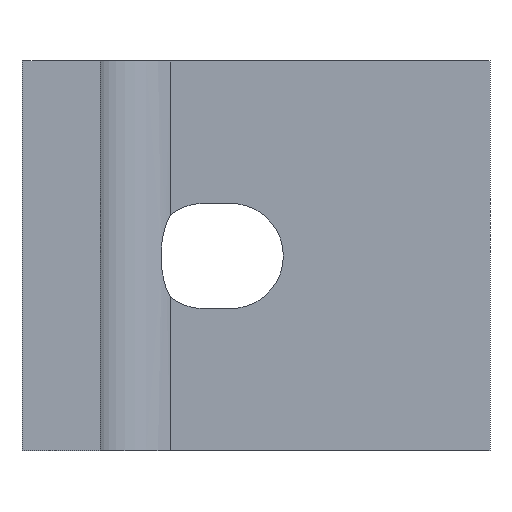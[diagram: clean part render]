
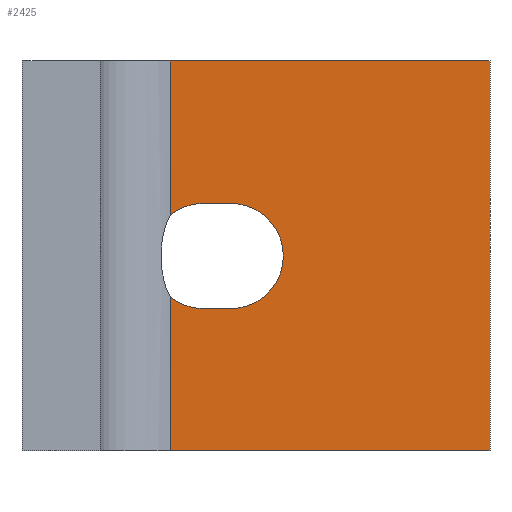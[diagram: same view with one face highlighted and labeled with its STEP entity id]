
A CAD part, front view. The second image highlights one B-rep face of the part: STEP entity #2425.
In plain terms, the highlighted planar face has unit normal (0, -1, 0).
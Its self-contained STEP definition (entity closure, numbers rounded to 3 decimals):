
#518=DIRECTION('',(1.,0.,0.));
#519=VECTOR('',#518,3.5);
#520=CARTESIAN_POINT('',(-6.75,-10.,18.25));
#521=LINE('',#520,#519);
#530=DIRECTION('',(-1.,0.,0.));
#531=VECTOR('',#530,3.5);
#532=CARTESIAN_POINT('',(-3.25,-10.,31.75));
#533=LINE('',#532,#531);
#546=DIRECTION('',(0.,0.,1.));
#547=VECTOR('',#546,19.756);
#548=CARTESIAN_POINT('',(-11.,-10.,0.));
#549=LINE('',#548,#547);
#554=DIRECTION('',(0.,0.,1.));
#555=VECTOR('',#554,19.756);
#556=CARTESIAN_POINT('',(-11.,-10.,30.244));
#557=LINE('',#556,#555);
#575=CARTESIAN_POINT('',(-3.25,-10.,25.));
#576=DIRECTION('',(0.,1.,0.));
#577=DIRECTION('',(0.,0.,1.));
#578=AXIS2_PLACEMENT_3D('',#575,#576,#577);
#580=CARTESIAN_POINT('',(-6.75,-10.,25.));
#581=DIRECTION('',(0.,1.,0.));
#582=DIRECTION('',(-0.63,0.,0.777));
#583=AXIS2_PLACEMENT_3D('',#580,#581,#582);
#585=DIRECTION('',(0.,0.,1.));
#586=VECTOR('',#585,50.);
#587=CARTESIAN_POINT('',(30.,-10.,0.));
#588=LINE('',#587,#586);
#589=DIRECTION('',(1.,0.,0.));
#590=VECTOR('',#589,41.);
#591=CARTESIAN_POINT('',(-11.,-10.,0.));
#592=LINE('',#591,#590);
#593=CARTESIAN_POINT('',(-6.75,-10.,25.));
#594=DIRECTION('',(0.,1.,0.));
#595=DIRECTION('',(0.,0.,-1.));
#596=AXIS2_PLACEMENT_3D('',#593,#594,#595);
#607=DIRECTION('',(1.,0.,0.));
#608=VECTOR('',#607,41.);
#609=CARTESIAN_POINT('',(-11.,-10.,50.));
#610=LINE('',#609,#608);
#1474=CARTESIAN_POINT('',(30.,-10.,0.));
#1476=VERTEX_POINT('',#1474);
#1504=CARTESIAN_POINT('',(-11.,-10.,30.244));
#1505=CARTESIAN_POINT('',(-6.75,-10.,31.75));
#1506=VERTEX_POINT('',#1504);
#1507=VERTEX_POINT('',#1505);
#1597=CARTESIAN_POINT('',(-6.75,-10.,18.25));
#1598=CARTESIAN_POINT('',(-11.,-10.,19.756));
#1599=VERTEX_POINT('',#1597);
#1600=VERTEX_POINT('',#1598);
#1652=CARTESIAN_POINT('',(-11.,-10.,0.));
#1653=VERTEX_POINT('',#1652);
#1755=CARTESIAN_POINT('',(-3.25,-10.,31.75));
#1756=CARTESIAN_POINT('',(-3.25,-10.,18.25));
#1757=VERTEX_POINT('',#1755);
#1758=VERTEX_POINT('',#1756);
#1775=CARTESIAN_POINT('',(-11.,-10.,50.));
#1776=VERTEX_POINT('',#1775);
#1811=CARTESIAN_POINT('',(30.,-10.,50.));
#1812=VERTEX_POINT('',#1811);
#2405=CARTESIAN_POINT('',(30.,-10.,50.));
#2406=DIRECTION('',(0.,-1.,0.));
#2407=DIRECTION('',(0.,0.,-1.));
#2408=AXIS2_PLACEMENT_3D('',#2405,#2406,#2407);
#2409=PLANE('',#2408);
#2410=ORIENTED_EDGE('',*,*,#2283,.T.);
#2411=ORIENTED_EDGE('',*,*,#2297,.F.);
#2412=ORIENTED_EDGE('',*,*,#2312,.T.);
#2413=ORIENTED_EDGE('',*,*,#2325,.F.);
#2414=ORIENTED_EDGE('',*,*,#2399,.T.);
#2416=ORIENTED_EDGE('',*,*,#2415,.T.);
#2418=ORIENTED_EDGE('',*,*,#2417,.F.);
#2420=ORIENTED_EDGE('',*,*,#2419,.F.);
#2421=ORIENTED_EDGE('',*,*,#2391,.T.);
#2422=ORIENTED_EDGE('',*,*,#2268,.F.);
#2423=EDGE_LOOP('',(#2410,#2411,#2412,#2413,#2414,#2416,#2418,#2420,#2421,
#2422));
#2424=FACE_OUTER_BOUND('',#2423,.F.);
#2425=ADVANCED_FACE('',(#2424),#2409,.T.);
#579=CIRCLE('',#578,6.75);
#584=CIRCLE('',#583,6.75);
#597=CIRCLE('',#596,6.75);
#2268=EDGE_CURVE('',#1599,#1600,#597,.T.);
#2283=EDGE_CURVE('',#1599,#1758,#521,.T.);
#2297=EDGE_CURVE('',#1757,#1758,#579,.T.);
#2312=EDGE_CURVE('',#1757,#1507,#533,.T.);
#2325=EDGE_CURVE('',#1506,#1507,#584,.T.);
#2391=EDGE_CURVE('',#1653,#1600,#549,.T.);
#2399=EDGE_CURVE('',#1506,#1776,#557,.T.);
#2415=EDGE_CURVE('',#1776,#1812,#610,.T.);
#2417=EDGE_CURVE('',#1476,#1812,#588,.T.);
#2419=EDGE_CURVE('',#1653,#1476,#592,.T.);
